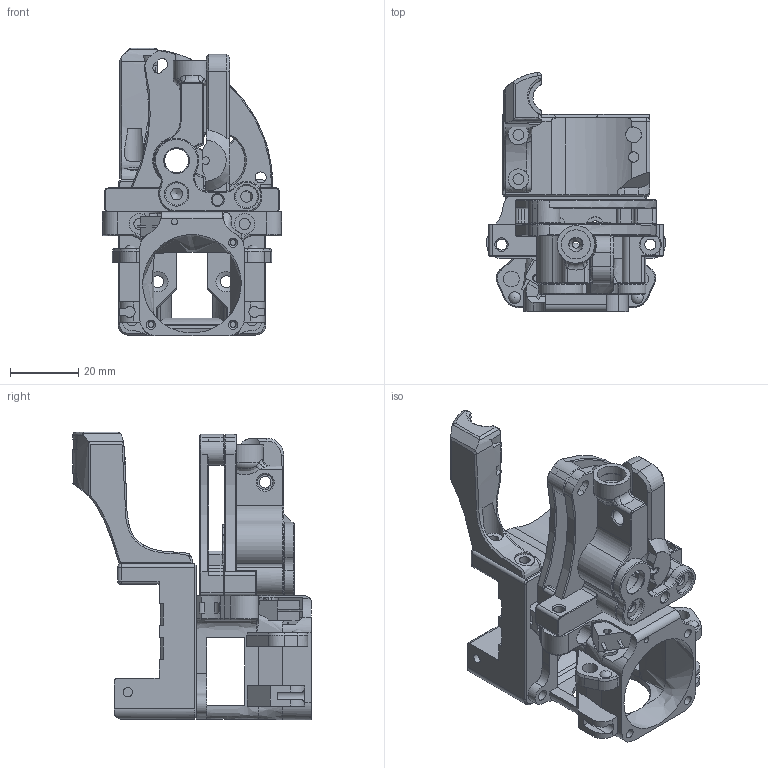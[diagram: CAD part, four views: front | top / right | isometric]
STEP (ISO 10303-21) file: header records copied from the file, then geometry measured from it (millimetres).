
FILE_DESCRIPTION(/* description */ (''),/* implementation_level */ '2;1');
FILE_NAME(/* name */ 'Mantis_Sailfin_SensorInside.step',/* time_stamp */ '2022-02-10T10:29:41+01:00',/* author */ (''),/* organization */ (''),/* preprocessor_version */ 'ST-DEVELOPER v18.1',/* originating_system */ 'Autodesk Translation Framework v10.13.0.1454',/* authorisation */ '');
FILE_SCHEMA (('AUTOMOTIVE_DESIGN { 1 0 10303 214 3 1 1 }'));
Length unit declared in the file: millimetre
Products named in the file (10): MantisPlusSailfinPlusSensorInside; Carriage; Omron_D2F_Bottom(Mirror) (2); SteelBall (1)(Mirror) (2); Sailfin; Sailfin Printed; Rear; Lever; Front; Sherpa Mid
Assembly tree (9 placements, depth 4):
  MantisPlusSailfinPlusSensorInside
    Carriage
      Omron_D2F_Bottom(Mirror) (2)
        SteelBall (1)(Mirror) (2)
    Sailfin
      Sailfin Printed
        Rear
        Lever
        Front
        Sherpa Mid
Bounding box: 52.37 x 69.83 x 84.15 mm (x, y, z)
Volume: 58923.5 mm3; surface area: 39332.7 mm2
Topology: 10 solids, 11 shells, 1083 faces, 2876 edges, 1827 vertices
Faces by surface type: plane 527, cylinder 285, cone 147, bspline 104, sphere 11, torus 9
Full cylindrical faces by diameter (mm): 1.75 x1, 1.8 x3, 2 x1, 2.1 x2, 2.4 x2, 2.7 x8, 3 x1, 3.2 x15, 3.4 x6, 3.5 x4, 4 x3, 4.2 x2, 4.5 x3, 4.6 x9, 5 x3, 6 x8, 6.1 x1, 6.5 x2, 7 x1, 7.4 x1, 8.1 x2, 8.5 x1, 8.8 x1, 17 x1
Entity records: 41373 total; most frequent: CARTESIAN_POINT 14483, ORIENTED_EDGE 5736, DIRECTION 5229, EDGE_CURVE 2868, VERTEX_POINT 1827, AXIS2_PLACEMENT_3D 1783, LINE 1663, VECTOR 1663
